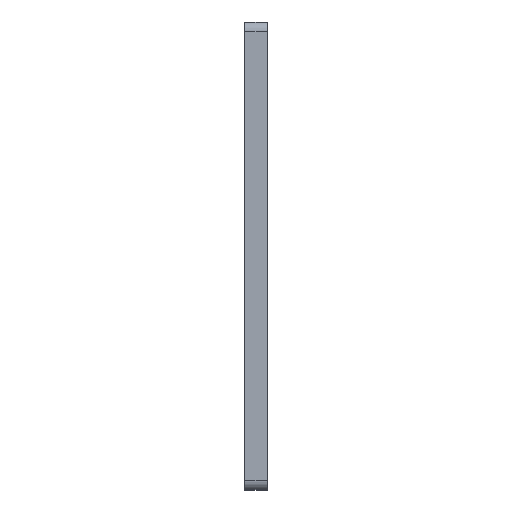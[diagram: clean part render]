
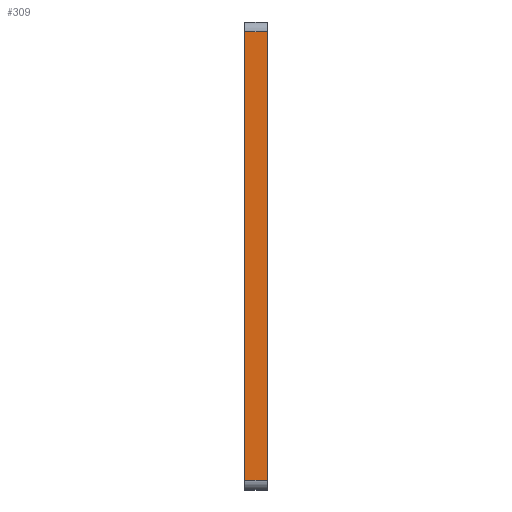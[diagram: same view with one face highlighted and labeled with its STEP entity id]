
A CAD part, left-side view. The second image highlights one B-rep face of the part: STEP entity #309.
In plain terms, the highlighted planar face has unit normal (-1, 0, 0).
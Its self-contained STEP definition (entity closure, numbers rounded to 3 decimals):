
#75 = EDGE_CURVE ( 'NONE', #158, #789, #692, .T. ) ;
#158 = VERTEX_POINT ( 'NONE', #1220 ) ;
#184 = DIRECTION ( 'NONE',  ( 0., 0., 1. ) ) ;
#296 = DIRECTION ( 'NONE',  ( 1., 0., 0. ) ) ;
#309 = ADVANCED_FACE ( 'NONE', ( #924 ), #567, .F. ) ;
#310 = VERTEX_POINT ( 'NONE', #544 ) ;
#356 = DIRECTION ( 'NONE',  ( 0., 0., -1. ) ) ;
#383 = CARTESIAN_POINT ( 'NONE',  ( -32., 2.286, -1. ) ) ;
#384 = ORIENTED_EDGE ( 'NONE', *, *, #904, .T. ) ;
#452 = ORIENTED_EDGE ( 'NONE', *, *, #75, .T. ) ;
#462 = LINE ( 'NONE', #964, #898 ) ;
#489 = ORIENTED_EDGE ( 'NONE', *, *, #880, .T. ) ;
#494 = VECTOR ( 'NONE', #927, 1000. ) ;
#535 = CARTESIAN_POINT ( 'NONE',  ( -32., 59.975, 0. ) ) ;
#544 = CARTESIAN_POINT ( 'NONE',  ( -32., 2.286, -47. ) ) ;
#567 = PLANE ( 'NONE',  #863 ) ;
#692 = LINE ( 'NONE', #383, #857 ) ;
#716 = LINE ( 'NONE', #991, #494 ) ;
#780 = CARTESIAN_POINT ( 'NONE',  ( -32., 0., -47. ) ) ;
#789 = VERTEX_POINT ( 'NONE', #986 ) ;
#845 = EDGE_CURVE ( 'NONE', #310, #789, #716, .T. ) ;
#857 = VECTOR ( 'NONE', #1204, 1000. ) ;
#863 = AXIS2_PLACEMENT_3D ( 'NONE', #535, #296, #356 ) ;
#866 = ORIENTED_EDGE ( 'NONE', *, *, #845, .F. ) ;
#880 = EDGE_CURVE ( 'NONE', #1157, #158, #1176, .T. ) ;
#890 = CARTESIAN_POINT ( 'NONE',  ( -32., 0., 0. ) ) ;
#898 = VECTOR ( 'NONE', #955, 1000. ) ;
#904 = EDGE_CURVE ( 'NONE', #310, #1157, #462, .T. ) ;
#924 = FACE_OUTER_BOUND ( 'NONE', #1108, .T. ) ;
#927 = DIRECTION ( 'NONE',  ( 0., 0., 1. ) ) ;
#931 = VECTOR ( 'NONE', #184, 1000. ) ;
#955 = DIRECTION ( 'NONE',  ( 0., -1., 0. ) ) ;
#964 = CARTESIAN_POINT ( 'NONE',  ( -32., 0., -47. ) ) ;
#986 = CARTESIAN_POINT ( 'NONE',  ( -32., 2.286, -1. ) ) ;
#991 = CARTESIAN_POINT ( 'NONE',  ( -32., 2.286, 0. ) ) ;
#1108 = EDGE_LOOP ( 'NONE', ( #866, #384, #489, #452 ) ) ;
#1157 = VERTEX_POINT ( 'NONE', #780 ) ;
#1176 = LINE ( 'NONE', #890, #931 ) ;
#1204 = DIRECTION ( 'NONE',  ( 0., 1., 0. ) ) ;
#1220 = CARTESIAN_POINT ( 'NONE',  ( -32., 0., -1. ) ) ;
